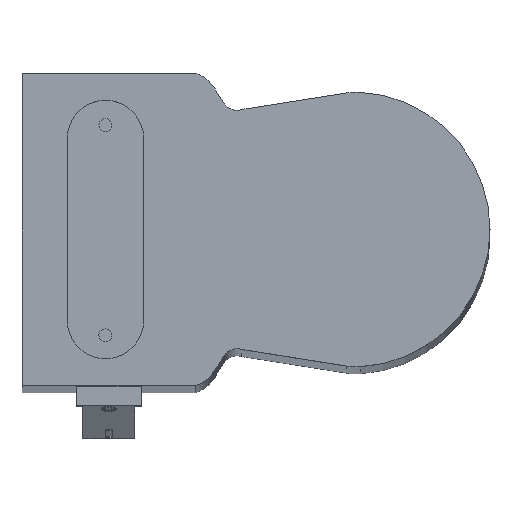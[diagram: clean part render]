
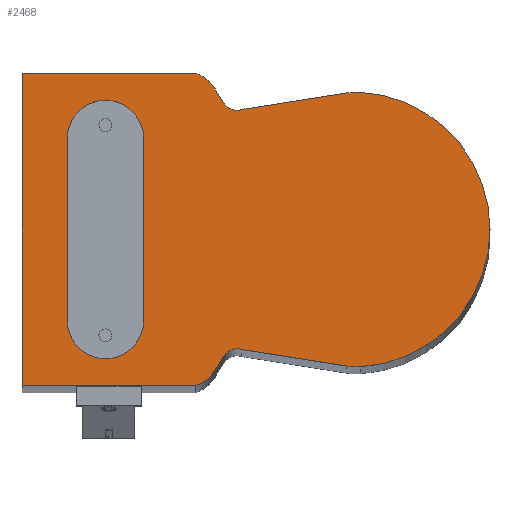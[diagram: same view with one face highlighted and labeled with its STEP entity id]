
A CAD part, top view. The second image highlights one B-rep face of the part: STEP entity #2468.
In plain terms, the highlighted face is planar.
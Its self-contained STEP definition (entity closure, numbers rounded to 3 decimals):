
#16 = EDGE_CURVE ( 'NONE', #1180, #1967, #1195, .T. ) ;
#24 = VERTEX_POINT ( 'NONE', #1058 ) ;
#36 = AXIS2_PLACEMENT_3D ( 'NONE', #1802, #1184, #795 ) ;
#50 = CARTESIAN_POINT ( 'NONE',  ( 12., 156.5, -3. ) ) ;
#53 = LINE ( 'NONE', #801, #80 ) ;
#75 = CARTESIAN_POINT ( 'NONE',  ( 9.693, 156.5, -15.548 ) ) ;
#80 = VECTOR ( 'NONE', #628, 1000. ) ;
#102 = DIRECTION ( 'NONE',  ( 0.156, 0., -0.988 ) ) ;
#103 = EDGE_CURVE ( 'NONE', #1967, #932, #344, .T. ) ;
#108 = CARTESIAN_POINT ( 'NONE',  ( -10.391, 156.5, -16.546 ) ) ;
#110 = ORIENTED_EDGE ( 'NONE', *, *, #1770, .T. ) ;
#154 = EDGE_CURVE ( 'NONE', #2243, #2061, #1880, .T. ) ;
#174 = DIRECTION ( 'NONE',  ( 0.156, 0., 0.988 ) ) ;
#196 = ORIENTED_EDGE ( 'NONE', *, *, #1752, .T. ) ;
#224 = CARTESIAN_POINT ( 'NONE',  ( 0., 156.5, 0. ) ) ;
#242 = DIRECTION ( 'NONE',  ( -1., 0., 0. ) ) ;
#281 = ORIENTED_EDGE ( 'NONE', *, *, #752, .T. ) ;
#290 = ORIENTED_EDGE ( 'NONE', *, *, #103, .F. ) ;
#310 = CARTESIAN_POINT ( 'NONE',  ( 10.391, 156.5, -16.546 ) ) ;
#320 = EDGE_LOOP ( 'NONE', ( #578, #350, #1094, #918, #2337, #110, #1341, #1001, #196, #281, #1004, #1423 ) ) ;
#332 = DIRECTION ( 'NONE',  ( -1., 0., 0. ) ) ;
#341 = DIRECTION ( 'NONE',  ( -1., 0., 0. ) ) ;
#344 = LINE ( 'NONE', #1080, #1834 ) ;
#350 = ORIENTED_EDGE ( 'NONE', *, *, #2378, .T. ) ;
#360 = CIRCLE ( 'NONE', #1753, 5. ) ;
#372 = EDGE_CURVE ( 'NONE', #966, #1180, #909, .T. ) ;
#390 = CARTESIAN_POINT ( 'NONE',  ( -10.557, 156.5, -26.051 ) ) ;
#436 = DIRECTION ( 'NONE',  ( 1., 0., 0. ) ) ;
#440 = CARTESIAN_POINT ( 'NONE',  ( 12., 156.5, 0. ) ) ;
#443 = LINE ( 'NONE', #50, #1479 ) ;
#475 = CARTESIAN_POINT ( 'NONE',  ( 0., 156.5, -25.424 ) ) ;
#479 = CARTESIAN_POINT ( 'NONE',  ( -7.01, 156.5, -6.421 ) ) ;
#482 = VECTOR ( 'NONE', #2418, 1000. ) ;
#494 = AXIS2_PLACEMENT_3D ( 'NONE', #224, #976, #436 ) ;
#564 = CIRCLE ( 'NONE', #2193, 10.576 ) ;
#570 = CARTESIAN_POINT ( 'NONE',  ( -12., 156.5, 0. ) ) ;
#578 = ORIENTED_EDGE ( 'NONE', *, *, #1469, .T. ) ;
#628 = DIRECTION ( 'NONE',  ( 0., 0., 1. ) ) ;
#638 = EDGE_CURVE ( 'NONE', #24, #1988, #53, .T. ) ;
#644 = EDGE_CURVE ( 'NONE', #958, #1909, #1477, .T. ) ;
#646 = AXIS2_PLACEMENT_3D ( 'NONE', #2218, #1280, #332 ) ;
#659 = DIRECTION ( 'NONE',  ( 0., -1., 0. ) ) ;
#668 = CARTESIAN_POINT ( 'NONE',  ( -10.505, 156.5, -24.975 ) ) ;
#686 = VECTOR ( 'NONE', #102, 1000. ) ;
#705 = AXIS2_PLACEMENT_3D ( 'NONE', #310, #1850, #341 ) ;
#709 = CIRCLE ( 'NONE', #36, 5. ) ;
#750 = ORIENTED_EDGE ( 'NONE', *, *, #1894, .F. ) ;
#752 = EDGE_CURVE ( 'NONE', #2256, #24, #2175, .T. ) ;
#770 = VERTEX_POINT ( 'NONE', #2245 ) ;
#784 = AXIS2_PLACEMENT_3D ( 'NONE', #108, #659, #1439 ) ;
#795 = DIRECTION ( 'NONE',  ( -1., 0., 0. ) ) ;
#801 = CARTESIAN_POINT ( 'NONE',  ( -12., 156.5, 0. ) ) ;
#818 = CARTESIAN_POINT ( 'NONE',  ( 12., 156.5, 0. ) ) ;
#819 = ORIENTED_EDGE ( 'NONE', *, *, #16, .F. ) ;
#897 = CARTESIAN_POINT ( 'NONE',  ( 7.01, 156.5, -9.355 ) ) ;
#909 = LINE ( 'NONE', #897, #482 ) ;
#918 = ORIENTED_EDGE ( 'NONE', *, *, #2104, .T. ) ;
#932 = VERTEX_POINT ( 'NONE', #2327 ) ;
#958 = VERTEX_POINT ( 'NONE', #75 ) ;
#966 = VERTEX_POINT ( 'NONE', #1369 ) ;
#976 = DIRECTION ( 'NONE',  ( 0., -1., 0. ) ) ;
#1001 = ORIENTED_EDGE ( 'NONE', *, *, #154, .T. ) ;
#1004 = ORIENTED_EDGE ( 'NONE', *, *, #638, .T. ) ;
#1058 = CARTESIAN_POINT ( 'NONE',  ( -12., 156.5, -13.364 ) ) ;
#1080 = CARTESIAN_POINT ( 'NONE',  ( 7.01, 156.5, -3.488 ) ) ;
#1094 = ORIENTED_EDGE ( 'NONE', *, *, #644, .T. ) ;
#1099 = VERTEX_POINT ( 'NONE', #390 ) ;
#1110 = AXIS2_PLACEMENT_3D ( 'NONE', #479, #1253, #1432 ) ;
#1177 = EDGE_CURVE ( 'NONE', #770, #1734, #709, .T. ) ;
#1180 = VERTEX_POINT ( 'NONE', #1582 ) ;
#1184 = DIRECTION ( 'NONE',  ( 0., 1., 0. ) ) ;
#1195 = CIRCLE ( 'NONE', #1110, 2.933 ) ;
#1200 = DIRECTION ( 'NONE',  ( 1., 0., 0. ) ) ;
#1214 = DIRECTION ( 'NONE',  ( 0., 1., 0. ) ) ;
#1250 = DIRECTION ( 'NONE',  ( 0., 1., 0. ) ) ;
#1253 = DIRECTION ( 'NONE',  ( 0., 1., 0. ) ) ;
#1256 = EDGE_CURVE ( 'NONE', #1099, #2243, #360, .T. ) ;
#1280 = DIRECTION ( 'NONE',  ( 0., 1., 0. ) ) ;
#1300 = CARTESIAN_POINT ( 'NONE',  ( 9.693, 156.5, -15.548 ) ) ;
#1307 = DIRECTION ( 'NONE',  ( 1., 0., 0. ) ) ;
#1341 = ORIENTED_EDGE ( 'NONE', *, *, #1256, .T. ) ;
#1362 = FACE_BOUND ( 'NONE', #2287, .T. ) ;
#1369 = CARTESIAN_POINT ( 'NONE',  ( 7.01, 156.5, -9.355 ) ) ;
#1406 = CARTESIAN_POINT ( 'NONE',  ( -5.566, 156.5, -25.755 ) ) ;
#1423 = ORIENTED_EDGE ( 'NONE', *, *, #2322, .T. ) ;
#1432 = DIRECTION ( 'NONE',  ( -1., 0., 0. ) ) ;
#1439 = DIRECTION ( 'NONE',  ( -1., 0., 0. ) ) ;
#1469 = EDGE_CURVE ( 'NONE', #1664, #1786, #443, .T. ) ;
#1473 = CARTESIAN_POINT ( 'NONE',  ( -10.505, 156.5, -24.975 ) ) ;
#1477 = CIRCLE ( 'NONE', #705, 1.218 ) ;
#1479 = VECTOR ( 'NONE', #1559, 1000. ) ;
#1488 = CARTESIAN_POINT ( 'NONE',  ( -11.805, 156.5, -14.405 ) ) ;
#1493 = LINE ( 'NONE', #1969, #686 ) ;
#1532 = CARTESIAN_POINT ( 'NONE',  ( 11.805, 156.5, -14.405 ) ) ;
#1559 = DIRECTION ( 'NONE',  ( 0., 0., -1. ) ) ;
#1578 = FACE_OUTER_BOUND ( 'NONE', #320, .T. ) ;
#1582 = CARTESIAN_POINT ( 'NONE',  ( -7.01, 156.5, -9.355 ) ) ;
#1601 = LINE ( 'NONE', #440, #1608 ) ;
#1608 = VECTOR ( 'NONE', #1200, 1000. ) ;
#1618 = DIRECTION ( 'NONE',  ( -1., 0., 0. ) ) ;
#1664 = VERTEX_POINT ( 'NONE', #818 ) ;
#1687 = CARTESIAN_POINT ( 'NONE',  ( -9.233, 156.5, -16.921 ) ) ;
#1725 = CIRCLE ( 'NONE', #646, 2.933 ) ;
#1734 = VERTEX_POINT ( 'NONE', #2213 ) ;
#1752 = EDGE_CURVE ( 'NONE', #2061, #2256, #2350, .T. ) ;
#1753 = AXIS2_PLACEMENT_3D ( 'NONE', #1406, #1214, #1618 ) ;
#1770 = EDGE_CURVE ( 'NONE', #1734, #1099, #564, .T. ) ;
#1786 = VERTEX_POINT ( 'NONE', #2373 ) ;
#1802 = CARTESIAN_POINT ( 'NONE',  ( 5.566, 156.5, -25.755 ) ) ;
#1808 = CARTESIAN_POINT ( 'NONE',  ( -9.693, 156.5, -15.548 ) ) ;
#1834 = VECTOR ( 'NONE', #1307, 1000. ) ;
#1850 = DIRECTION ( 'NONE',  ( 0., -1., 0. ) ) ;
#1860 = CARTESIAN_POINT ( 'NONE',  ( -9.693, 156.5, -15.548 ) ) ;
#1880 = LINE ( 'NONE', #1473, #2384 ) ;
#1894 = EDGE_CURVE ( 'NONE', #932, #966, #1725, .T. ) ;
#1909 = VERTEX_POINT ( 'NONE', #2101 ) ;
#1931 = PLANE ( 'NONE',  #494 ) ;
#1967 = VERTEX_POINT ( 'NONE', #2111 ) ;
#1969 = CARTESIAN_POINT ( 'NONE',  ( 10.505, 156.5, -24.975 ) ) ;
#1988 = VERTEX_POINT ( 'NONE', #570 ) ;
#2061 = VERTEX_POINT ( 'NONE', #1687 ) ;
#2098 = B_SPLINE_CURVE_WITH_KNOTS ( 'NONE', 2,
 ( #2264, #1532, #1300 ),
 .UNSPECIFIED., .F., .F.,
 ( 3, 3 ),
 ( 0.5, 0.501 ),
 .UNSPECIFIED. ) ;
#2101 = CARTESIAN_POINT ( 'NONE',  ( 9.233, 156.5, -16.921 ) ) ;
#2104 = EDGE_CURVE ( 'NONE', #1909, #770, #1493, .T. ) ;
#2111 = CARTESIAN_POINT ( 'NONE',  ( -7.01, 156.5, -3.488 ) ) ;
#2175 = B_SPLINE_CURVE_WITH_KNOTS ( 'NONE', 2,
 ( #1860, #1488, #2232 ),
 .UNSPECIFIED., .F., .F.,
 ( 3, 3 ),
 ( 0.499, 0.5 ),
 .UNSPECIFIED. ) ;
#2193 = AXIS2_PLACEMENT_3D ( 'NONE', #475, #1250, #242 ) ;
#2213 = CARTESIAN_POINT ( 'NONE',  ( 10.557, 156.5, -26.051 ) ) ;
#2218 = CARTESIAN_POINT ( 'NONE',  ( 7.01, 156.5, -6.421 ) ) ;
#2232 = CARTESIAN_POINT ( 'NONE',  ( -12., 156.5, -13.364 ) ) ;
#2243 = VERTEX_POINT ( 'NONE', #668 ) ;
#2245 = CARTESIAN_POINT ( 'NONE',  ( 10.505, 156.5, -24.975 ) ) ;
#2256 = VERTEX_POINT ( 'NONE', #1808 ) ;
#2261 = ORIENTED_EDGE ( 'NONE', *, *, #372, .F. ) ;
#2264 = CARTESIAN_POINT ( 'NONE',  ( 12., 156.5, -13.364 ) ) ;
#2287 = EDGE_LOOP ( 'NONE', ( #2261, #750, #290, #819 ) ) ;
#2322 = EDGE_CURVE ( 'NONE', #1988, #1664, #1601, .T. ) ;
#2327 = CARTESIAN_POINT ( 'NONE',  ( 7.01, 156.5, -3.488 ) ) ;
#2337 = ORIENTED_EDGE ( 'NONE', *, *, #1177, .T. ) ;
#2350 = CIRCLE ( 'NONE', #784, 1.218 ) ;
#2373 = CARTESIAN_POINT ( 'NONE',  ( 12., 156.5, -13.364 ) ) ;
#2378 = EDGE_CURVE ( 'NONE', #1786, #958, #2098, .T. ) ;
#2384 = VECTOR ( 'NONE', #174, 1000. ) ;
#2418 = DIRECTION ( 'NONE',  ( -1., 0., 0. ) ) ;
#2468 = ADVANCED_FACE ( 'NONE', ( #1362, #1578 ), #1931, .F. ) ;
